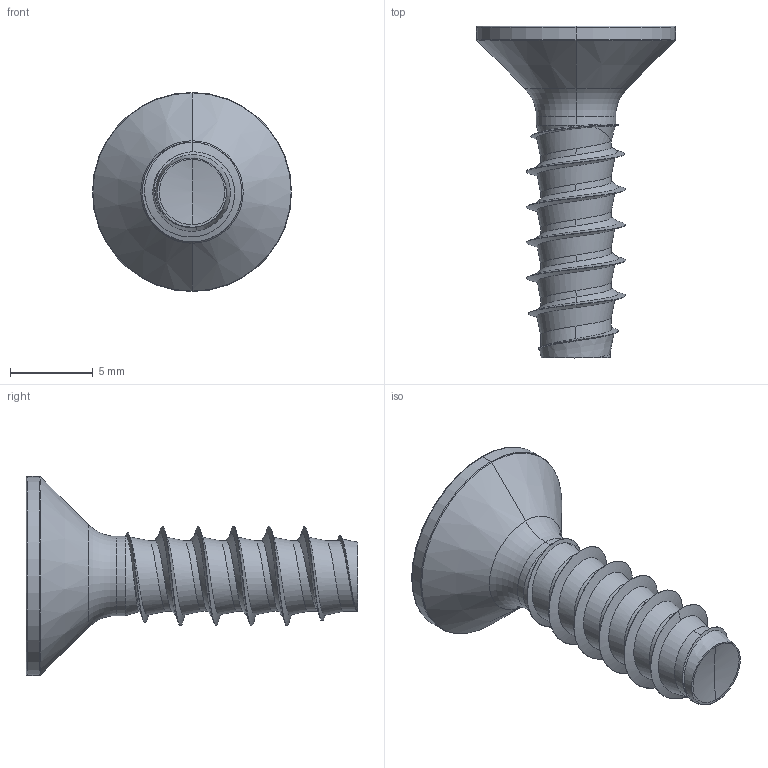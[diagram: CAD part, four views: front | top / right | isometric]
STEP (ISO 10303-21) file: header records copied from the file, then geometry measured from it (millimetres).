
FILE_DESCRIPTION (( 'STEP AP203' ), '1' );
FILE_NAME ('STP330600200.STEP', '2017-08-15T16:49:32', ( '' ), ( '' ), 'SwSTEP 2.0', 'SolidWorks 2015', '' );
FILE_SCHEMA (( 'CONFIG_CONTROL_DESIGN' ));
Length unit declared in the file: millimetre
Products named in the file (1): STP330600200
Bounding box: 12 x 20 x 12 mm (x, y, z)
Volume: 541.8 mm3; surface area: 658.7 mm2
Topology: 1 solids, 1 shells, 173 faces, 388 edges, 217 vertices
Faces by surface type: cylinder 58, bspline 51, sphere 26, plane 22, cone 10, torus 6
Entity records: 17580 total; most frequent: CARTESIAN_POINT 14102, ORIENTED_EDGE 772, DIRECTION 636, EDGE_CURVE 386, AXIS2_PLACEMENT_3D 262, VERTEX_POINT 217, EDGE_LOOP 175, ADVANCED_FACE 173
